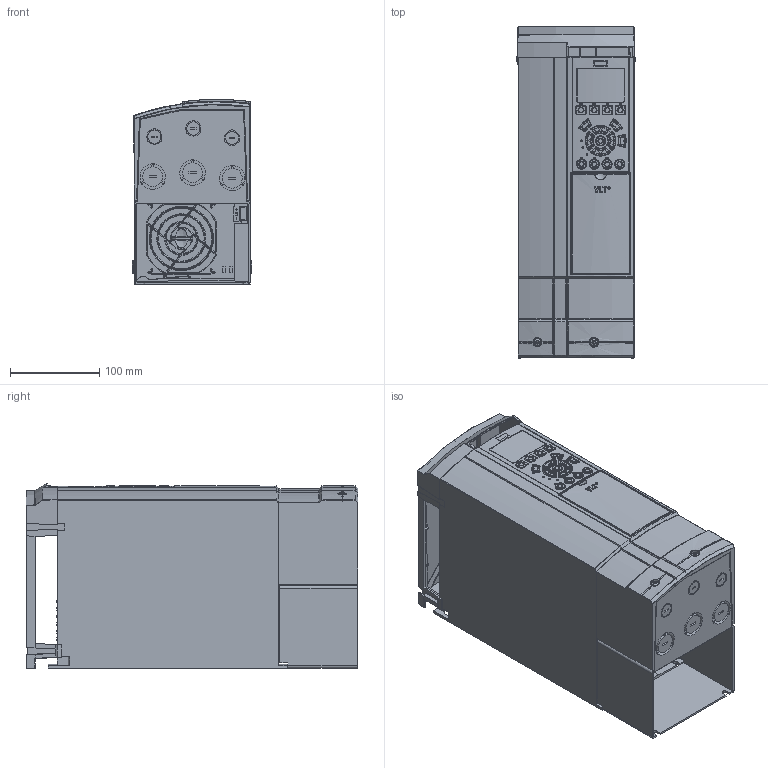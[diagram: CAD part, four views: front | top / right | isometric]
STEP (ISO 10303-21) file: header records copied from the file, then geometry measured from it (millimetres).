
FILE_DESCRIPTION((''),'2;1');
FILE_NAME('DANFOSS-FC100-A3-IP21-054','2019-09-05T',('U322080'),(''),'CREO PARAMETRIC BY PTC INC, 2018070','CREO PARAMETRIC BY PTC INC, 2018070','');
FILE_SCHEMA(('CONFIG_CONTROL_DESIGN'));
Products named in the file (1): DANFOSS-FC100-A3-IP21-054
Bounding box: 134.22 x 372 x 207.57 mm (x, y, z)
Surface area: 523974.8 mm2 (no closed solid volume)
Topology: 0 solids, 19 shells, 2985 faces, 7781 edges, 4871 vertices
Faces by surface type: plane 1207, cylinder 749, bspline 692, torus 170, sphere 78, cone 65, extrusion 24
Entity records: 162064 total; most frequent: CARTESIAN_POINT 59644, ORIENTED_EDGE 15506, DIRECTION 11049, PRESENTATION_STYLE_ASSIGNMENT 9456, STYLED_ITEM 7755, CURVE_STYLE 7753, EDGE_CURVE 7753, VERTEX_POINT 4871
